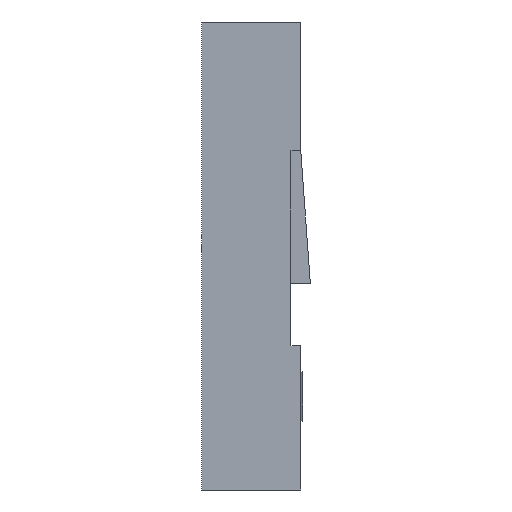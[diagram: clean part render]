
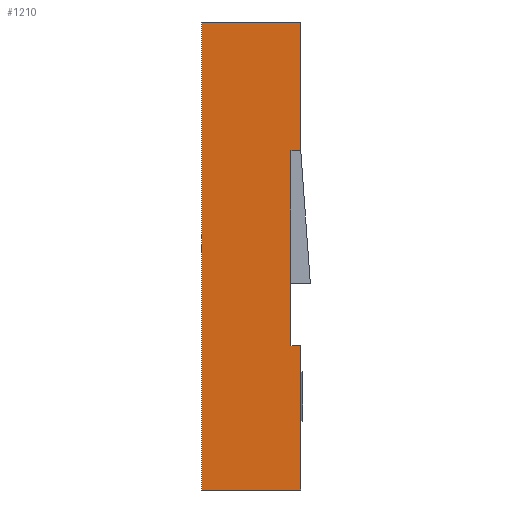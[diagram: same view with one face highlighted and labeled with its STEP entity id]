
A CAD part, left-side view. The second image highlights one B-rep face of the part: STEP entity #1210.
In plain terms, the highlighted planar face has unit normal (-1, 0, 0).
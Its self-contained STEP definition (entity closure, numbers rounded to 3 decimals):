
#22 = ORIENTED_EDGE ( 'NONE', *, *, #5646, .T. ) ;
#110 = CARTESIAN_POINT ( 'NONE',  ( -3.81, 1.27, 12. ) ) ;
#651 = CARTESIAN_POINT ( 'NONE',  ( -3.81, 4.588, 3.7 ) ) ;
#657 = AXIS2_PLACEMENT_3D ( 'NONE', #4175, #3548, #6404 ) ;
#819 = DIRECTION ( 'NONE',  ( 0., -1., 0. ) ) ;
#889 = VERTEX_POINT ( 'NONE', #3357 ) ;
#974 = VECTOR ( 'NONE', #3689, 1000. ) ;
#1167 = DIRECTION ( 'NONE',  ( 0., -1., 0. ) ) ;
#1210 = ADVANCED_FACE ( 'NONE', ( #5869 ), #4708, .F. ) ;
#1328 = CARTESIAN_POINT ( 'NONE',  ( -3.81, 1.27, 0. ) ) ;
#1373 = EDGE_CURVE ( 'NONE', #2113, #4705, #5687, .T. ) ;
#1391 = ORIENTED_EDGE ( 'NONE', *, *, #5681, .T. ) ;
#1475 = ORIENTED_EDGE ( 'NONE', *, *, #4265, .F. ) ;
#1506 = VERTEX_POINT ( 'NONE', #1328 ) ;
#1584 = VERTEX_POINT ( 'NONE', #1850 ) ;
#1773 = LINE ( 'NONE', #2326, #3303 ) ;
#1790 = LINE ( 'NONE', #2533, #3660 ) ;
#1850 = CARTESIAN_POINT ( 'NONE',  ( -3.81, -1.27, 3.7 ) ) ;
#2000 = VECTOR ( 'NONE', #7030, 1000. ) ;
#2059 = CARTESIAN_POINT ( 'NONE',  ( -3.81, -1.27, 0. ) ) ;
#2113 = VERTEX_POINT ( 'NONE', #5011 ) ;
#2173 = LINE ( 'NONE', #6544, #974 ) ;
#2264 = ORIENTED_EDGE ( 'NONE', *, *, #5863, .F. ) ;
#2326 = CARTESIAN_POINT ( 'NONE',  ( -3.81, -1.27, 12. ) ) ;
#2533 = CARTESIAN_POINT ( 'NONE',  ( -3.81, 1.27, 12. ) ) ;
#2920 = ORIENTED_EDGE ( 'NONE', *, *, #5273, .F. ) ;
#3059 = VERTEX_POINT ( 'NONE', #110 ) ;
#3099 = CARTESIAN_POINT ( 'NONE',  ( -3.81, -1.27, 8.7 ) ) ;
#3279 = VERTEX_POINT ( 'NONE', #4083 ) ;
#3303 = VECTOR ( 'NONE', #5548, 1000. ) ;
#3357 = CARTESIAN_POINT ( 'NONE',  ( -3.81, -1.27, 12. ) ) ;
#3459 = ORIENTED_EDGE ( 'NONE', *, *, #4541, .F. ) ;
#3477 = LINE ( 'NONE', #4789, #5857 ) ;
#3548 = DIRECTION ( 'NONE',  ( 1., 0., 0. ) ) ;
#3576 = LINE ( 'NONE', #6555, #5422 ) ;
#3660 = VECTOR ( 'NONE', #7064, 1000. ) ;
#3689 = DIRECTION ( 'NONE',  ( 0., -1., 0. ) ) ;
#3714 = DIRECTION ( 'NONE',  ( 0., -1., 0. ) ) ;
#4083 = CARTESIAN_POINT ( 'NONE',  ( -3.81, -1.02, 3.7 ) ) ;
#4173 = VECTOR ( 'NONE', #1167, 1000. ) ;
#4175 = CARTESIAN_POINT ( 'NONE',  ( -3.81, 0., 12. ) ) ;
#4265 = EDGE_CURVE ( 'NONE', #3279, #1584, #5134, .T. ) ;
#4541 = EDGE_CURVE ( 'NONE', #3059, #889, #2173, .T. ) ;
#4687 = ORIENTED_EDGE ( 'NONE', *, *, #6329, .T. ) ;
#4705 = VERTEX_POINT ( 'NONE', #3099 ) ;
#4708 = PLANE ( 'NONE',  #657 ) ;
#4789 = CARTESIAN_POINT ( 'NONE',  ( -3.81, 0., 0. ) ) ;
#5011 = CARTESIAN_POINT ( 'NONE',  ( -3.81, -1.02, 8.7 ) ) ;
#5134 = LINE ( 'NONE', #651, #5742 ) ;
#5273 = EDGE_CURVE ( 'NONE', #1584, #5747, #3576, .T. ) ;
#5422 = VECTOR ( 'NONE', #6753, 1000. ) ;
#5548 = DIRECTION ( 'NONE',  ( 0., 0., -1. ) ) ;
#5646 = EDGE_CURVE ( 'NONE', #3059, #1506, #1790, .T. ) ;
#5651 = LINE ( 'NONE', #6484, #2000 ) ;
#5681 = EDGE_CURVE ( 'NONE', #1506, #5747, #3477, .T. ) ;
#5687 = LINE ( 'NONE', #6173, #4173 ) ;
#5742 = VECTOR ( 'NONE', #819, 1000. ) ;
#5747 = VERTEX_POINT ( 'NONE', #2059 ) ;
#5857 = VECTOR ( 'NONE', #3714, 1000. ) ;
#5863 = EDGE_CURVE ( 'NONE', #889, #4705, #1773, .T. ) ;
#5869 = FACE_OUTER_BOUND ( 'NONE', #6545, .T. ) ;
#6173 = CARTESIAN_POINT ( 'NONE',  ( -3.81, 4.588, 8.7 ) ) ;
#6329 = EDGE_CURVE ( 'NONE', #3279, #2113, #5651, .T. ) ;
#6332 = ORIENTED_EDGE ( 'NONE', *, *, #1373, .T. ) ;
#6404 = DIRECTION ( 'NONE',  ( 0., 1., 0. ) ) ;
#6484 = CARTESIAN_POINT ( 'NONE',  ( -3.81, -1.02, 8.7 ) ) ;
#6544 = CARTESIAN_POINT ( 'NONE',  ( -3.81, 0., 12. ) ) ;
#6545 = EDGE_LOOP ( 'NONE', ( #4687, #6332, #2264, #3459, #22, #1391, #2920, #1475 ) ) ;
#6555 = CARTESIAN_POINT ( 'NONE',  ( -3.81, -1.27, 12. ) ) ;
#6753 = DIRECTION ( 'NONE',  ( 0., 0., -1. ) ) ;
#7030 = DIRECTION ( 'NONE',  ( 0., 0., 1. ) ) ;
#7064 = DIRECTION ( 'NONE',  ( 0., 0., -1. ) ) ;
